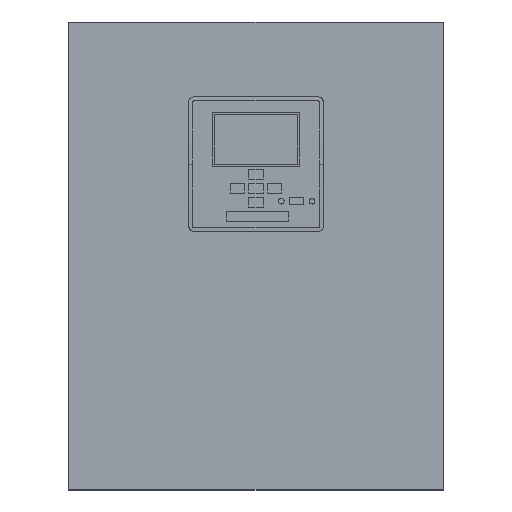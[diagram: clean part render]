
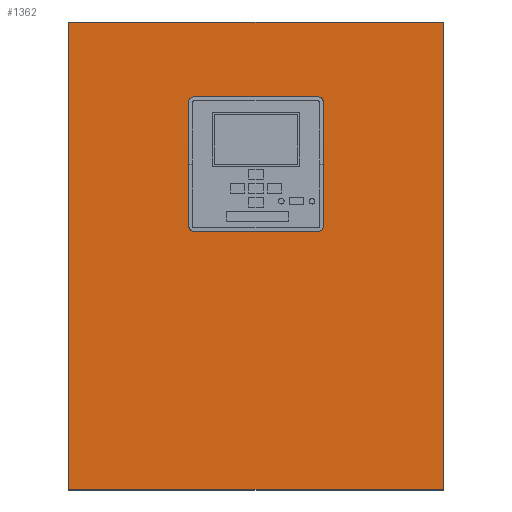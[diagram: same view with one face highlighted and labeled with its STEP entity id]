
A CAD part, top view. The second image highlights one B-rep face of the part: STEP entity #1362.
In plain terms, the highlighted planar face has unit normal (0, 0, 1).
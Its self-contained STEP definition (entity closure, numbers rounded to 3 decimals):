
#142=FACE_OUTER_BOUND('',#232,.T.);
#232=EDGE_LOOP('',(#1202,#1203,#1204,#1205));
#382=LINE('',#2287,#538);
#383=LINE('',#2289,#539);
#384=LINE('',#2291,#540);
#385=LINE('',#2292,#541);
#538=VECTOR('',#1798,1.);
#539=VECTOR('',#1799,1.);
#540=VECTOR('',#1800,1.);
#541=VECTOR('',#1801,1.);
#666=VERTEX_POINT('',#2285);
#667=VERTEX_POINT('',#2286);
#668=VERTEX_POINT('',#2288);
#669=VERTEX_POINT('',#2290);
#846=EDGE_CURVE('',#666,#667,#382,.T.);
#847=EDGE_CURVE('',#668,#666,#383,.T.);
#848=EDGE_CURVE('',#669,#668,#384,.T.);
#849=EDGE_CURVE('',#667,#669,#385,.T.);
#1202=ORIENTED_EDGE('',*,*,#846,.F.);
#1203=ORIENTED_EDGE('',*,*,#847,.F.);
#1204=ORIENTED_EDGE('',*,*,#848,.F.);
#1205=ORIENTED_EDGE('',*,*,#849,.F.);
#1285=PLANE('',#1462);
#1362=ADVANCED_FACE('',(#142),#1285,.F.);
#1462=AXIS2_PLACEMENT_3D('',#2284,#1796,#1797);
#1796=DIRECTION('center_axis',(0.,0.,-1.));
#1797=DIRECTION('ref_axis',(1.,0.,0.));
#1798=DIRECTION('',(0.,-1.,0.));
#1799=DIRECTION('',(1.,0.,0.));
#1800=DIRECTION('',(0.,1.,0.));
#1801=DIRECTION('',(-1.,0.,0.));
#2284=CARTESIAN_POINT('Origin',(200.,0.,200.));
#2285=CARTESIAN_POINT('',(400.,250.,200.));
#2286=CARTESIAN_POINT('',(400.,-250.,200.));
#2287=CARTESIAN_POINT('',(400.,0.,200.));
#2288=CARTESIAN_POINT('',(0.,250.,200.));
#2289=CARTESIAN_POINT('',(200.,250.,200.));
#2290=CARTESIAN_POINT('',(0.,-250.,200.));
#2291=CARTESIAN_POINT('',(0.,0.,200.));
#2292=CARTESIAN_POINT('',(200.,-250.,200.));
